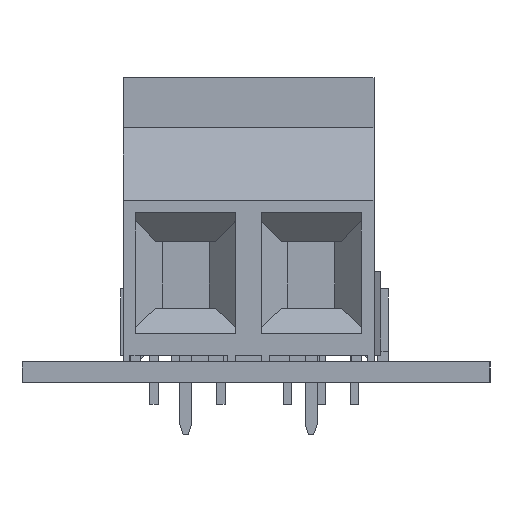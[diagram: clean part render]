
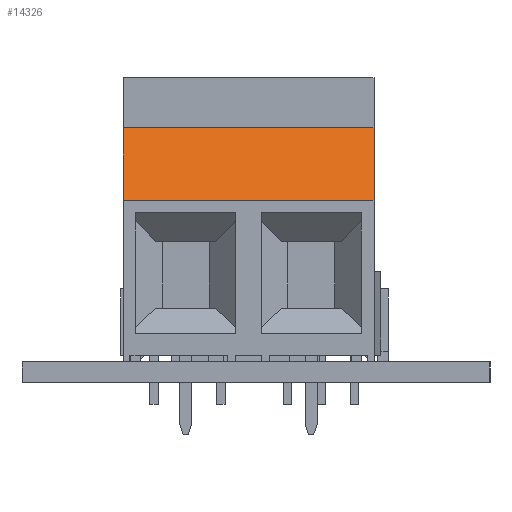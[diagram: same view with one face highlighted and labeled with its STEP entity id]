
A CAD part, left-side view. The second image highlights one B-rep face of the part: STEP entity #14326.
In plain terms, the highlighted face is planar.
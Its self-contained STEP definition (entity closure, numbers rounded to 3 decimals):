
#9797 = VERTEX_POINT('',#9798);
#9798 = CARTESIAN_POINT('',(-9.525,17.78,3.81));
#9805 = PLANE('',#9806);
#9806 = AXIS2_PLACEMENT_3D('',#9807,#9808,#9809);
#9807 = CARTESIAN_POINT('',(-9.525,0.,0.));
#9808 = DIRECTION('',(1.,0.,0.));
#9809 = DIRECTION('',(0.,0.,-1.));
#9817 = PLANE('',#9818);
#9818 = AXIS2_PLACEMENT_3D('',#9819,#9820,#9821);
#9819 = CARTESIAN_POINT('',(-9.525,21.59,3.81));
#9820 = DIRECTION('',(0.,0.,1.));
#9821 = DIRECTION('',(0.,-1.,0.));
#9829 = EDGE_CURVE('',#9797,#9830,#9832,.T.);
#9830 = VERTEX_POINT('',#9831);
#9831 = CARTESIAN_POINT('',(-9.525,12.268,6.096));
#9832 = SURFACE_CURVE('',#9833,(#9837,#9844),.PCURVE_S1.);
#9833 = LINE('',#9834,#9835);
#9834 = CARTESIAN_POINT('',(-9.525,17.78,3.81));
#9835 = VECTOR('',#9836,1.);
#9836 = DIRECTION('',(0.,-0.924,0.383));
#9837 = PCURVE('',#9805,#9838);
#9838 = DEFINITIONAL_REPRESENTATION('',(#9839),#9843);
#9839 = LINE('',#9840,#9841);
#9840 = CARTESIAN_POINT('',(-3.81,17.78));
#9841 = VECTOR('',#9842,1.);
#9842 = DIRECTION('',(-0.383,-0.924));
#9843 = ( GEOMETRIC_REPRESENTATION_CONTEXT(2) 
PARAMETRIC_REPRESENTATION_CONTEXT() REPRESENTATION_CONTEXT('2D SPACE',''
  ) );
#9844 = PCURVE('',#9845,#9850);
#9845 = PLANE('',#9846);
#9846 = AXIS2_PLACEMENT_3D('',#9847,#9848,#9849);
#9847 = CARTESIAN_POINT('',(-9.525,17.78,3.81));
#9848 = DIRECTION('',(0.,0.383,0.924));
#9849 = DIRECTION('',(0.,-0.924,0.383));
#9850 = DEFINITIONAL_REPRESENTATION('',(#9851),#9855);
#9851 = LINE('',#9852,#9853);
#9852 = CARTESIAN_POINT('',(0.,0.));
#9853 = VECTOR('',#9854,1.);
#9854 = DIRECTION('',(1.,0.));
#9855 = ( GEOMETRIC_REPRESENTATION_CONTEXT(2) 
PARAMETRIC_REPRESENTATION_CONTEXT() REPRESENTATION_CONTEXT('2D SPACE',''
  ) );
#9873 = PLANE('',#9874);
#9874 = AXIS2_PLACEMENT_3D('',#9875,#9876,#9877);
#9875 = CARTESIAN_POINT('',(-9.525,12.268,6.096));
#9876 = DIRECTION('',(0.,1.,0.));
#9877 = DIRECTION('',(0.,0.,1.));
#10079 = VERTEX_POINT('',#10080);
#10080 = CARTESIAN_POINT('',(9.525,17.78,3.81));
#10094 = PLANE('',#10095);
#10095 = AXIS2_PLACEMENT_3D('',#10096,#10097,#10098);
#10096 = CARTESIAN_POINT('',(9.525,0.,0.));
#10097 = DIRECTION('',(1.,0.,0.));
#10098 = DIRECTION('',(0.,0.,-1.));
#10106 = EDGE_CURVE('',#9797,#10079,#10107,.T.);
#10107 = SURFACE_CURVE('',#10108,(#10112,#10119),.PCURVE_S1.);
#10108 = LINE('',#10109,#10110);
#10109 = CARTESIAN_POINT('',(-9.525,17.78,3.81));
#10110 = VECTOR('',#10111,1.);
#10111 = DIRECTION('',(1.,0.,0.));
#10112 = PCURVE('',#9817,#10113);
#10113 = DEFINITIONAL_REPRESENTATION('',(#10114),#10118);
#10114 = LINE('',#10115,#10116);
#10115 = CARTESIAN_POINT('',(3.81,0.));
#10116 = VECTOR('',#10117,1.);
#10117 = DIRECTION('',(0.,1.));
#10118 = ( GEOMETRIC_REPRESENTATION_CONTEXT(2) 
PARAMETRIC_REPRESENTATION_CONTEXT() REPRESENTATION_CONTEXT('2D SPACE',''
  ) );
#10119 = PCURVE('',#9845,#10120);
#10120 = DEFINITIONAL_REPRESENTATION('',(#10121),#10125);
#10121 = LINE('',#10122,#10123);
#10122 = CARTESIAN_POINT('',(0.,0.));
#10123 = VECTOR('',#10124,1.);
#10124 = DIRECTION('',(0.,1.));
#10125 = ( GEOMETRIC_REPRESENTATION_CONTEXT(2) 
PARAMETRIC_REPRESENTATION_CONTEXT() REPRESENTATION_CONTEXT('2D SPACE',''
  ) );
#14029 = VERTEX_POINT('',#14030);
#14030 = CARTESIAN_POINT('',(9.525,12.268,6.096));
#14051 = EDGE_CURVE('',#10079,#14029,#14052,.T.);
#14052 = SURFACE_CURVE('',#14053,(#14057,#14064),.PCURVE_S1.);
#14053 = LINE('',#14054,#14055);
#14054 = CARTESIAN_POINT('',(9.525,17.78,3.81));
#14055 = VECTOR('',#14056,1.);
#14056 = DIRECTION('',(0.,-0.924,0.383));
#14057 = PCURVE('',#10094,#14058);
#14058 = DEFINITIONAL_REPRESENTATION('',(#14059),#14063);
#14059 = LINE('',#14060,#14061);
#14060 = CARTESIAN_POINT('',(-3.81,17.78));
#14061 = VECTOR('',#14062,1.);
#14062 = DIRECTION('',(-0.383,-0.924));
#14063 = ( GEOMETRIC_REPRESENTATION_CONTEXT(2) 
PARAMETRIC_REPRESENTATION_CONTEXT() REPRESENTATION_CONTEXT('2D SPACE',''
  ) );
#14064 = PCURVE('',#9845,#14065);
#14065 = DEFINITIONAL_REPRESENTATION('',(#14066),#14070);
#14066 = LINE('',#14067,#14068);
#14067 = CARTESIAN_POINT('',(0.,19.05));
#14068 = VECTOR('',#14069,1.);
#14069 = DIRECTION('',(1.,0.));
#14070 = ( GEOMETRIC_REPRESENTATION_CONTEXT(2) 
PARAMETRIC_REPRESENTATION_CONTEXT() REPRESENTATION_CONTEXT('2D SPACE',''
  ) );
#14304 = EDGE_CURVE('',#9830,#14029,#14305,.T.);
#14305 = SURFACE_CURVE('',#14306,(#14310,#14317),.PCURVE_S1.);
#14306 = LINE('',#14307,#14308);
#14307 = CARTESIAN_POINT('',(-9.525,12.268,6.096));
#14308 = VECTOR('',#14309,1.);
#14309 = DIRECTION('',(1.,0.,0.));
#14310 = PCURVE('',#9873,#14311);
#14311 = DEFINITIONAL_REPRESENTATION('',(#14312),#14316);
#14312 = LINE('',#14313,#14314);
#14313 = CARTESIAN_POINT('',(0.,0.));
#14314 = VECTOR('',#14315,1.);
#14315 = DIRECTION('',(0.,1.));
#14316 = ( GEOMETRIC_REPRESENTATION_CONTEXT(2) 
PARAMETRIC_REPRESENTATION_CONTEXT() REPRESENTATION_CONTEXT('2D SPACE',''
  ) );
#14317 = PCURVE('',#9845,#14318);
#14318 = DEFINITIONAL_REPRESENTATION('',(#14319),#14323);
#14319 = LINE('',#14320,#14321);
#14320 = CARTESIAN_POINT('',(5.967,0.));
#14321 = VECTOR('',#14322,1.);
#14322 = DIRECTION('',(0.,1.));
#14323 = ( GEOMETRIC_REPRESENTATION_CONTEXT(2) 
PARAMETRIC_REPRESENTATION_CONTEXT() REPRESENTATION_CONTEXT('2D SPACE',''
  ) );
#14326 = ADVANCED_FACE('',(#14327),#9845,.T.);
#14327 = FACE_BOUND('',#14328,.F.);
#14328 = EDGE_LOOP('',(#14329,#14330,#14331,#14332));
#14329 = ORIENTED_EDGE('',*,*,#9829,.F.);
#14330 = ORIENTED_EDGE('',*,*,#10106,.T.);
#14331 = ORIENTED_EDGE('',*,*,#14051,.T.);
#14332 = ORIENTED_EDGE('',*,*,#14304,.F.);
